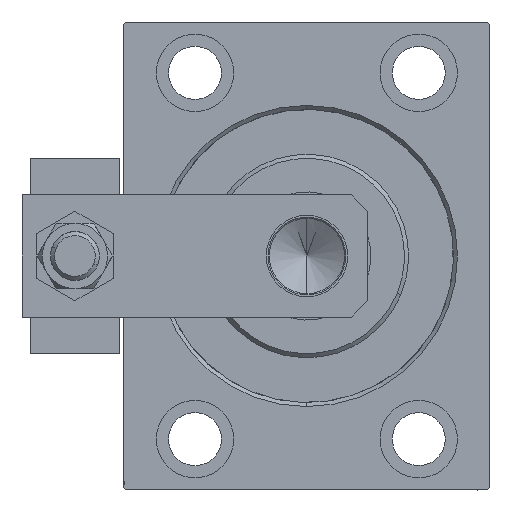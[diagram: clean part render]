
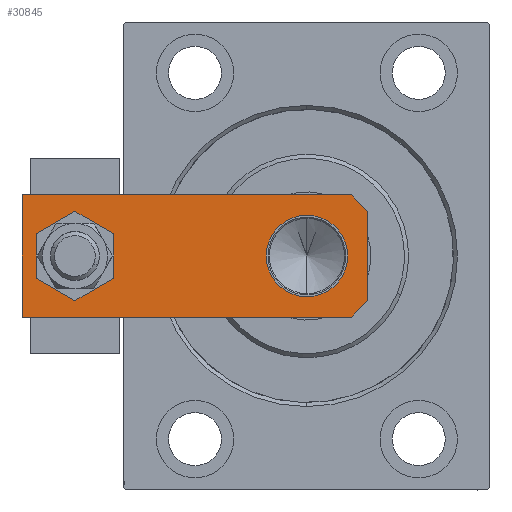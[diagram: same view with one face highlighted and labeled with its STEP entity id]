
A CAD part, left-side view. The second image highlights one B-rep face of the part: STEP entity #30845.
In plain terms, the highlighted face is planar.
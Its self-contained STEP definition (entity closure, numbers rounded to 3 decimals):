
#1280 = AXIS2_PLACEMENT_3D ( 'NONE', #46688, #26716, #42561 ) ;
#1294 = EDGE_CURVE ( 'NONE', #25133, #18788, #2934, .T. ) ;
#1821 = DIRECTION ( 'NONE',  ( 1., 0., 0. ) ) ;
#2934 = CIRCLE ( 'NONE', #31950, 7. ) ;
#3407 = EDGE_CURVE ( 'NONE', #18788, #25133, #21954, .T. ) ;
#3413 = EDGE_LOOP ( 'NONE', ( #6497, #4511 ) ) ;
#4165 = EDGE_CURVE ( 'NONE', #26264, #41586, #41855, .T. ) ;
#4494 = CARTESIAN_POINT ( 'NONE',  ( 15., 4., 8. ) ) ;
#4511 = ORIENTED_EDGE ( 'NONE', *, *, #3407, .F. ) ;
#5013 = ORIENTED_EDGE ( 'NONE', *, *, #4165, .F. ) ;
#5130 = CARTESIAN_POINT ( 'NONE',  ( 0., 72., 8. ) ) ;
#5426 = CARTESIAN_POINT ( 'NONE',  ( 15., 85., 8. ) ) ;
#6306 = ORIENTED_EDGE ( 'NONE', *, *, #20109, .T. ) ;
#6497 = ORIENTED_EDGE ( 'NONE', *, *, #1294, .F. ) ;
#6990 = FACE_BOUND ( 'NONE', #3413, .T. ) ;
#7058 = VERTEX_POINT ( 'NONE', #46493 ) ;
#7434 = ORIENTED_EDGE ( 'NONE', *, *, #22647, .T. ) ;
#7557 = CARTESIAN_POINT ( 'NONE',  ( -10., 15., 8. ) ) ;
#7965 = DIRECTION ( 'NONE',  ( 0.707, -0.707, 0. ) ) ;
#8228 = ORIENTED_EDGE ( 'NONE', *, *, #30016, .T. ) ;
#8630 = EDGE_CURVE ( 'NONE', #26476, #12299, #48421, .T. ) ;
#9149 = VECTOR ( 'NONE', #21262, 1000. ) ;
#10128 = FACE_BOUND ( 'NONE', #14631, .T. ) ;
#10166 = CARTESIAN_POINT ( 'NONE',  ( 15., 0., 8. ) ) ;
#10371 = CARTESIAN_POINT ( 'NONE',  ( -15., 4., 8. ) ) ;
#11206 = CARTESIAN_POINT ( 'NONE',  ( 10., 15., 8. ) ) ;
#11751 = VECTOR ( 'NONE', #46481, 1000. ) ;
#12299 = VERTEX_POINT ( 'NONE', #28629 ) ;
#13169 = DIRECTION ( 'NONE',  ( 1., 0., 0. ) ) ;
#13324 = VERTEX_POINT ( 'NONE', #13493 ) ;
#13493 = CARTESIAN_POINT ( 'NONE',  ( -15., 85., 8. ) ) ;
#13970 = CARTESIAN_POINT ( 'NONE',  ( 5.5, -5.5, 8. ) ) ;
#14631 = EDGE_LOOP ( 'NONE', ( #5013, #20266 ) ) ;
#15299 = AXIS2_PLACEMENT_3D ( 'NONE', #20223, #32175, #33965 ) ;
#16164 = DIRECTION ( 'NONE',  ( 0., 0., 1. ) ) ;
#17705 = EDGE_CURVE ( 'NONE', #46766, #13324, #30072, .T. ) ;
#17851 = DIRECTION ( 'NONE',  ( 0.707, 0.707, 0. ) ) ;
#18309 = CARTESIAN_POINT ( 'NONE',  ( -7., 72., 8. ) ) ;
#18788 = VERTEX_POINT ( 'NONE', #40768 ) ;
#19381 = CIRCLE ( 'NONE', #46726, 10. ) ;
#19448 = AXIS2_PLACEMENT_3D ( 'NONE', #40058, #16164, #23438 ) ;
#19938 = CARTESIAN_POINT ( 'NONE',  ( 0., 15., 8. ) ) ;
#20109 = EDGE_CURVE ( 'NONE', #28415, #46766, #42107, .T. ) ;
#20177 = CARTESIAN_POINT ( 'NONE',  ( -15., 85., 8. ) ) ;
#20223 = CARTESIAN_POINT ( 'NONE',  ( 0., 15., 8. ) ) ;
#20266 = ORIENTED_EDGE ( 'NONE', *, *, #27566, .F. ) ;
#21262 = DIRECTION ( 'NONE',  ( -1., 0., 0. ) ) ;
#21647 = ORIENTED_EDGE ( 'NONE', *, *, #17705, .T. ) ;
#21852 = VECTOR ( 'NONE', #39135, 1000. ) ;
#21954 = CIRCLE ( 'NONE', #19448, 7. ) ;
#22647 = EDGE_CURVE ( 'NONE', #13324, #26476, #39919, .T. ) ;
#23438 = DIRECTION ( 'NONE',  ( 1., 0., 0. ) ) ;
#23565 = DIRECTION ( 'NONE',  ( 0., 0., 1. ) ) ;
#25133 = VERTEX_POINT ( 'NONE', #18309 ) ;
#26264 = VERTEX_POINT ( 'NONE', #7557 ) ;
#26476 = VERTEX_POINT ( 'NONE', #10371 ) ;
#26716 = DIRECTION ( 'NONE',  ( 0., 0., 1. ) ) ;
#27566 = EDGE_CURVE ( 'NONE', #41586, #26264, #19381, .T. ) ;
#27737 = VECTOR ( 'NONE', #17851, 1000. ) ;
#28415 = VERTEX_POINT ( 'NONE', #4494 ) ;
#28461 = ORIENTED_EDGE ( 'NONE', *, *, #8630, .T. ) ;
#28579 = EDGE_LOOP ( 'NONE', ( #7434, #28461, #48709, #8228, #6306, #21647 ) ) ;
#28629 = CARTESIAN_POINT ( 'NONE',  ( -11., 0., 8. ) ) ;
#29088 = CARTESIAN_POINT ( 'NONE',  ( 15., 85., 8. ) ) ;
#29640 = EDGE_CURVE ( 'NONE', #12299, #7058, #49576, .T. ) ;
#30016 = EDGE_CURVE ( 'NONE', #7058, #28415, #45111, .T. ) ;
#30072 = LINE ( 'NONE', #5426, #9149 ) ;
#30628 = FACE_OUTER_BOUND ( 'NONE', #28579, .T. ) ;
#30845 = ADVANCED_FACE ( 'NONE', ( #6990, #30628, #10128 ), #50323, .T. ) ;
#31950 = AXIS2_PLACEMENT_3D ( 'NONE', #5130, #48725, #13169 ) ;
#32175 = DIRECTION ( 'NONE',  ( 0., 0., 1. ) ) ;
#32355 = CARTESIAN_POINT ( 'NONE',  ( -5.5, -5.5, 8. ) ) ;
#33965 = DIRECTION ( 'NONE',  ( 1., 0., 0. ) ) ;
#37376 = CARTESIAN_POINT ( 'NONE',  ( -15., 0., 8. ) ) ;
#39135 = DIRECTION ( 'NONE',  ( 0., -1., 0. ) ) ;
#39919 = LINE ( 'NONE', #20177, #21852 ) ;
#40058 = CARTESIAN_POINT ( 'NONE',  ( 0., 72., 8. ) ) ;
#40373 = VECTOR ( 'NONE', #7965, 1000. ) ;
#40768 = CARTESIAN_POINT ( 'NONE',  ( 7., 72., 8. ) ) ;
#41586 = VERTEX_POINT ( 'NONE', #11206 ) ;
#41855 = CIRCLE ( 'NONE', #15299, 10. ) ;
#41867 = VECTOR ( 'NONE', #1821, 1000. ) ;
#42107 = LINE ( 'NONE', #10166, #11751 ) ;
#42561 = DIRECTION ( 'NONE',  ( 1., 0., 0. ) ) ;
#45111 = LINE ( 'NONE', #13970, #27737 ) ;
#46481 = DIRECTION ( 'NONE',  ( 0., 1., 0. ) ) ;
#46493 = CARTESIAN_POINT ( 'NONE',  ( 11., 0., 8. ) ) ;
#46688 = CARTESIAN_POINT ( 'NONE',  ( 0., 0., 8. ) ) ;
#46726 = AXIS2_PLACEMENT_3D ( 'NONE', #19938, #23565, #51324 ) ;
#46766 = VERTEX_POINT ( 'NONE', #29088 ) ;
#48421 = LINE ( 'NONE', #32355, #40373 ) ;
#48709 = ORIENTED_EDGE ( 'NONE', *, *, #29640, .T. ) ;
#48725 = DIRECTION ( 'NONE',  ( 0., 0., 1. ) ) ;
#49576 = LINE ( 'NONE', #37376, #41867 ) ;
#50323 = PLANE ( 'NONE',  #1280 ) ;
#51324 = DIRECTION ( 'NONE',  ( 1., 0., 0. ) ) ;
